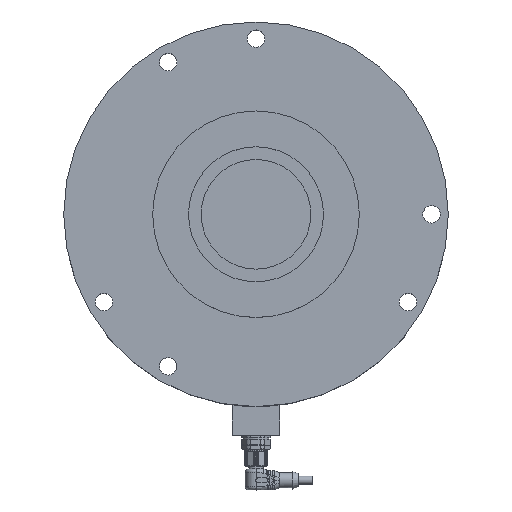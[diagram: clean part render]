
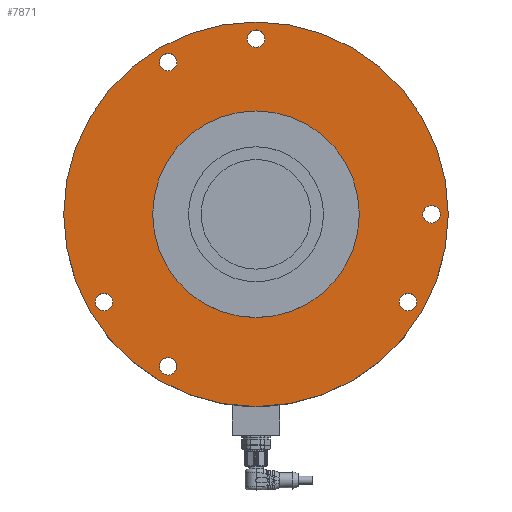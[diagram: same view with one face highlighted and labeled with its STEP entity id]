
A CAD part, top view. The second image highlights one B-rep face of the part: STEP entity #7871.
In plain terms, the highlighted planar face has unit normal (0, 0, 1).
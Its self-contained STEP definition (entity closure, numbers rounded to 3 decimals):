
#357 = EDGE_CURVE ( 'NONE', #3959, #3959, #4509, .T. ) ;
#665 = EDGE_LOOP ( 'NONE', ( #21387 ) ) ;
#1072 = ORIENTED_EDGE ( 'NONE', *, *, #17347, .T. ) ;
#1180 = ORIENTED_EDGE ( 'NONE', *, *, #12642, .T. ) ;
#1507 = CARTESIAN_POINT ( 'NONE',  ( -116., 0., -4. ) ) ;
#1538 = FACE_BOUND ( 'NONE', #12168, .T. ) ;
#1920 = FACE_BOUND ( 'NONE', #20021, .T. ) ;
#1987 = VERTEX_POINT ( 'NONE', #24820 ) ;
#3208 = EDGE_LOOP ( 'NONE', ( #18160 ) ) ;
#3260 = CIRCLE ( 'NONE', #22339, 5.5 ) ;
#3726 = AXIS2_PLACEMENT_3D ( 'NONE', #19584, #19316, #23213 ) ;
#3746 = DIRECTION ( 'NONE',  ( 0., 0., -1. ) ) ;
#3805 = VERTEX_POINT ( 'NONE', #23543 ) ;
#3887 = EDGE_CURVE ( 'NONE', #16139, #16139, #7114, .T. ) ;
#3940 = AXIS2_PLACEMENT_3D ( 'NONE', #9508, #23298, #17567 ) ;
#3959 = VERTEX_POINT ( 'NONE', #1507 ) ;
#4131 = CARTESIAN_POINT ( 'NONE',  ( 55.25, 95.696, -4. ) ) ;
#4509 = CIRCLE ( 'NONE', #19028, 5.5 ) ;
#4594 = DIRECTION ( 'NONE',  ( 0., 0., -1. ) ) ;
#4778 = EDGE_LOOP ( 'NONE', ( #1180 ) ) ;
#5672 = FACE_BOUND ( 'NONE', #23430, .T. ) ;
#6358 = DIRECTION ( 'NONE',  ( 1., 0., 0. ) ) ;
#6413 = CARTESIAN_POINT ( 'NONE',  ( -110.5, 0., -4. ) ) ;
#6466 = DIRECTION ( 'NONE',  ( 0., 0., -1. ) ) ;
#6625 = VERTEX_POINT ( 'NONE', #20544 ) ;
#7035 = AXIS2_PLACEMENT_3D ( 'NONE', #17616, #25680, #25553 ) ;
#7114 = CIRCLE ( 'NONE', #21647, 65. ) ;
#7495 = PLANE ( 'NONE',  #7035 ) ;
#7848 = EDGE_CURVE ( 'NONE', #23031, #23031, #14899, .T. ) ;
#7871 = ADVANCED_FACE ( 'NONE', ( #1920, #15530, #1538, #5672, #13591, #25291, #11639, #21788 ), #7495, .F. ) ;
#8158 = DIRECTION ( 'NONE',  ( -1., 0., 0. ) ) ;
#8160 = DIRECTION ( 'NONE',  ( 0., 0., -1. ) ) ;
#8359 = CARTESIAN_POINT ( 'NONE',  ( 65., 0., -4. ) ) ;
#8813 = DIRECTION ( 'NONE',  ( 0., 0., 1. ) ) ;
#9338 = CARTESIAN_POINT ( 'NONE',  ( 49.75, 95.696, -4. ) ) ;
#9458 = DIRECTION ( 'NONE',  ( 0., 0., -1. ) ) ;
#9508 = CARTESIAN_POINT ( 'NONE',  ( 0., 0., -4. ) ) ;
#10006 = EDGE_LOOP ( 'NONE', ( #18957 ) ) ;
#10987 = ORIENTED_EDGE ( 'NONE', *, *, #18251, .T. ) ;
#11142 = CARTESIAN_POINT ( 'NONE',  ( -95.696, 55.25, -4. ) ) ;
#11639 = FACE_BOUND ( 'NONE', #10006, .T. ) ;
#12168 = EDGE_LOOP ( 'NONE', ( #19152 ) ) ;
#12464 = AXIS2_PLACEMENT_3D ( 'NONE', #14242, #6466, #8158 ) ;
#12642 = EDGE_CURVE ( 'NONE', #3805, #3805, #19270, .T. ) ;
#13591 = FACE_BOUND ( 'NONE', #3208, .T. ) ;
#13602 = CARTESIAN_POINT ( 'NONE',  ( 55.25, -95.696, -4. ) ) ;
#14242 = CARTESIAN_POINT ( 'NONE',  ( 0., -110.5, -4. ) ) ;
#14282 = CARTESIAN_POINT ( 'NONE',  ( 121., 0., -4. ) ) ;
#14530 = CIRCLE ( 'NONE', #12464, 5.5 ) ;
#14899 = CIRCLE ( 'NONE', #3726, 5.5 ) ;
#15125 = AXIS2_PLACEMENT_3D ( 'NONE', #13602, #3746, #25562 ) ;
#15446 = VERTEX_POINT ( 'NONE', #9338 ) ;
#15530 = FACE_BOUND ( 'NONE', #665, .T. ) ;
#16139 = VERTEX_POINT ( 'NONE', #8359 ) ;
#16815 = ORIENTED_EDGE ( 'NONE', *, *, #23230, .T. ) ;
#17347 = EDGE_CURVE ( 'NONE', #24168, #24168, #24247, .T. ) ;
#17567 = DIRECTION ( 'NONE',  ( 1., 0., 0. ) ) ;
#17616 = CARTESIAN_POINT ( 'NONE',  ( 0., 65., -4. ) ) ;
#18160 = ORIENTED_EDGE ( 'NONE', *, *, #21057, .T. ) ;
#18169 = CARTESIAN_POINT ( 'NONE',  ( 0., 0., -4. ) ) ;
#18251 = EDGE_CURVE ( 'NONE', #1987, #1987, #19142, .T. ) ;
#18487 = DIRECTION ( 'NONE',  ( -1., 0., 0. ) ) ;
#18957 = ORIENTED_EDGE ( 'NONE', *, *, #3887, .F. ) ;
#19028 = AXIS2_PLACEMENT_3D ( 'NONE', #6413, #4594, #18487 ) ;
#19142 = CIRCLE ( 'NONE', #22058, 5.5 ) ;
#19152 = ORIENTED_EDGE ( 'NONE', *, *, #357, .T. ) ;
#19270 = CIRCLE ( 'NONE', #15125, 5.5 ) ;
#19316 = DIRECTION ( 'NONE',  ( 0., 0., -1. ) ) ;
#19584 = CARTESIAN_POINT ( 'NONE',  ( 95.696, 55.25, -4. ) ) ;
#20021 = EDGE_LOOP ( 'NONE', ( #16815 ) ) ;
#20243 = DIRECTION ( 'NONE',  ( -1., 0., 0. ) ) ;
#20544 = CARTESIAN_POINT ( 'NONE',  ( -5.5, -110.5, -4. ) ) ;
#20964 = CARTESIAN_POINT ( 'NONE',  ( 90.196, 55.25, -4. ) ) ;
#21057 = EDGE_CURVE ( 'NONE', #6625, #6625, #14530, .T. ) ;
#21387 = ORIENTED_EDGE ( 'NONE', *, *, #7848, .T. ) ;
#21647 = AXIS2_PLACEMENT_3D ( 'NONE', #18169, #8813, #6358 ) ;
#21788 = FACE_OUTER_BOUND ( 'NONE', #22081, .T. ) ;
#22058 = AXIS2_PLACEMENT_3D ( 'NONE', #11142, #9458, #22861 ) ;
#22081 = EDGE_LOOP ( 'NONE', ( #1072 ) ) ;
#22339 = AXIS2_PLACEMENT_3D ( 'NONE', #4131, #8160, #20243 ) ;
#22861 = DIRECTION ( 'NONE',  ( -1., 0., 0. ) ) ;
#23031 = VERTEX_POINT ( 'NONE', #20964 ) ;
#23213 = DIRECTION ( 'NONE',  ( -1., 0., 0. ) ) ;
#23230 = EDGE_CURVE ( 'NONE', #15446, #15446, #3260, .T. ) ;
#23298 = DIRECTION ( 'NONE',  ( 0., 0., 1. ) ) ;
#23430 = EDGE_LOOP ( 'NONE', ( #10987 ) ) ;
#23543 = CARTESIAN_POINT ( 'NONE',  ( 49.75, -95.696, -4. ) ) ;
#24168 = VERTEX_POINT ( 'NONE', #14282 ) ;
#24247 = CIRCLE ( 'NONE', #3940, 121. ) ;
#24820 = CARTESIAN_POINT ( 'NONE',  ( -101.196, 55.25, -4. ) ) ;
#25291 = FACE_BOUND ( 'NONE', #4778, .T. ) ;
#25553 = DIRECTION ( 'NONE',  ( -1., 0., 0. ) ) ;
#25562 = DIRECTION ( 'NONE',  ( -1., 0., 0. ) ) ;
#25680 = DIRECTION ( 'NONE',  ( 0., 0., -1. ) ) ;
